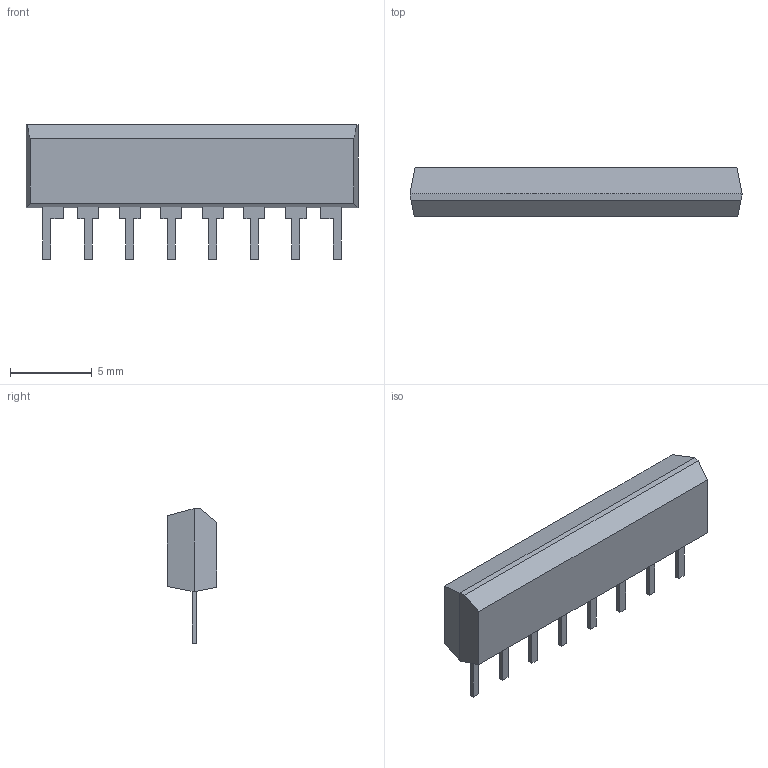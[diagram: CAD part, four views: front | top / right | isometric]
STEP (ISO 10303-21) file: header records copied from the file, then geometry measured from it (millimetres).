
FILE_DESCRIPTION(('STEP AP214'), '1');
FILE_NAME('SlimSIP', '2020-05-16T16:43:57', ('AF'), (''), 'UNSPECIFIED', 'UNSPECIFIED', '');
FILE_SCHEMA(('AUTOMOTIVE_DESIGN { 1 0 10303 214 3 1 1}'));
Length unit declared in the file: millimetre
Bounding box: 20.32 x 3 x 8.25 mm (x, y, z)
Volume: 285.9 mm3; surface area: 378.4 mm2
Topology: 9 solids, 9 shells, 103 faces, 251 edges, 166 vertices
Faces by surface type: plane 103
Entity records: 3869 total; most frequent: CARTESIAN_POINT 521, ORIENTED_EDGE 502, DIRECTION 459, EDGE_CURVE 251, LINE 251, VECTOR 251, VERTEX_POINT 166, COLOUR_RGB 112
